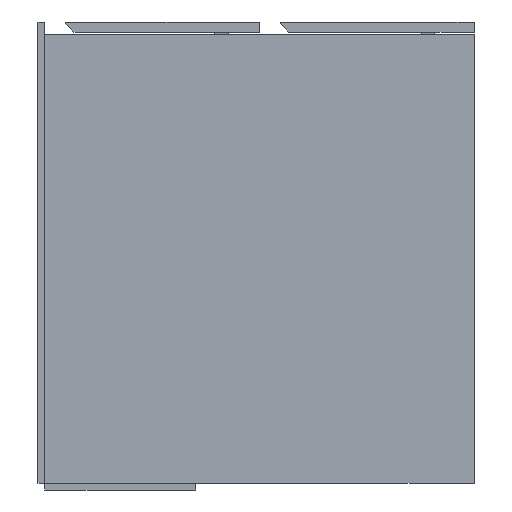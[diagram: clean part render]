
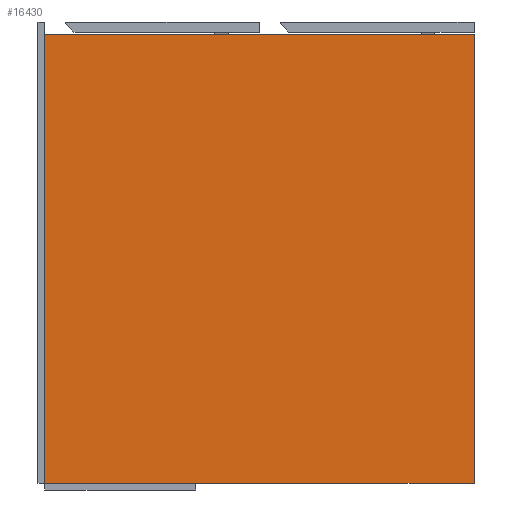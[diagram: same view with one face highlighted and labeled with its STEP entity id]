
A CAD part, left-side view. The second image highlights one B-rep face of the part: STEP entity #16430.
In plain terms, the highlighted planar face has unit normal (-1, 0, 0).
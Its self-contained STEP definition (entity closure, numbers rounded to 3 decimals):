
#461 = VECTOR ( 'NONE', #20858, 1000. ) ;
#1817 = CARTESIAN_POINT ( 'NONE',  ( 2., 1047.337, -15. ) ) ;
#3191 = LINE ( 'NONE', #22221, #24279 ) ;
#6109 = EDGE_LOOP ( 'NONE', ( #39752, #40293, #52090, #53919 ) ) ;
#6786 = DIRECTION ( 'NONE',  ( 0., 0., -1. ) ) ;
#10123 = VERTEX_POINT ( 'NONE', #45291 ) ;
#11495 = PLANE ( 'NONE',  #22019 ) ;
#11878 = DIRECTION ( 'NONE',  ( 0., 0., 1. ) ) ;
#13599 = DIRECTION ( 'NONE',  ( 0., 0., 1. ) ) ;
#15441 = VECTOR ( 'NONE', #13599, 1000. ) ;
#16158 = VERTEX_POINT ( 'NONE', #53537 ) ;
#16430 = ADVANCED_FACE ( 'NONE', ( #53839 ), #11495, .F. ) ;
#20858 = DIRECTION ( 'NONE',  ( 0., -1., 0. ) ) ;
#22019 = AXIS2_PLACEMENT_3D ( 'NONE', #30468, #49220, #6786 ) ;
#22221 = CARTESIAN_POINT ( 'NONE',  ( 2., 1047.337, -550. ) ) ;
#24279 = VECTOR ( 'NONE', #41068, 1000. ) ;
#25796 = CARTESIAN_POINT ( 'NONE',  ( 2., 0., -550. ) ) ;
#26708 = EDGE_CURVE ( 'NONE', #55637, #10123, #35482, .T. ) ;
#29326 = CARTESIAN_POINT ( 'NONE',  ( 2., 512., -550. ) ) ;
#30468 = CARTESIAN_POINT ( 'NONE',  ( 2., 1047.337, -550. ) ) ;
#35482 = LINE ( 'NONE', #54200, #58508 ) ;
#36866 = EDGE_CURVE ( 'NONE', #51960, #55637, #3191, .T. ) ;
#37163 = LINE ( 'NONE', #55915, #15441 ) ;
#39752 = ORIENTED_EDGE ( 'NONE', *, *, #45891, .F. ) ;
#40293 = ORIENTED_EDGE ( 'NONE', *, *, #36866, .T. ) ;
#41068 = DIRECTION ( 'NONE',  ( 0., -1., 0. ) ) ;
#44294 = EDGE_CURVE ( 'NONE', #16158, #10123, #44344, .T. ) ;
#44344 = LINE ( 'NONE', #1817, #461 ) ;
#45291 = CARTESIAN_POINT ( 'NONE',  ( 2., 0., -15. ) ) ;
#45891 = EDGE_CURVE ( 'NONE', #51960, #16158, #37163, .T. ) ;
#49220 = DIRECTION ( 'NONE',  ( 1., 0., 0. ) ) ;
#51960 = VERTEX_POINT ( 'NONE', #29326 ) ;
#52090 = ORIENTED_EDGE ( 'NONE', *, *, #26708, .T. ) ;
#53537 = CARTESIAN_POINT ( 'NONE',  ( 2., 512., -15. ) ) ;
#53839 = FACE_OUTER_BOUND ( 'NONE', #6109, .T. ) ;
#53919 = ORIENTED_EDGE ( 'NONE', *, *, #44294, .F. ) ;
#54200 = CARTESIAN_POINT ( 'NONE',  ( 2., 0., -550. ) ) ;
#55637 = VERTEX_POINT ( 'NONE', #25796 ) ;
#55915 = CARTESIAN_POINT ( 'NONE',  ( 2., 512., -550. ) ) ;
#58508 = VECTOR ( 'NONE', #11878, 1000. ) ;
